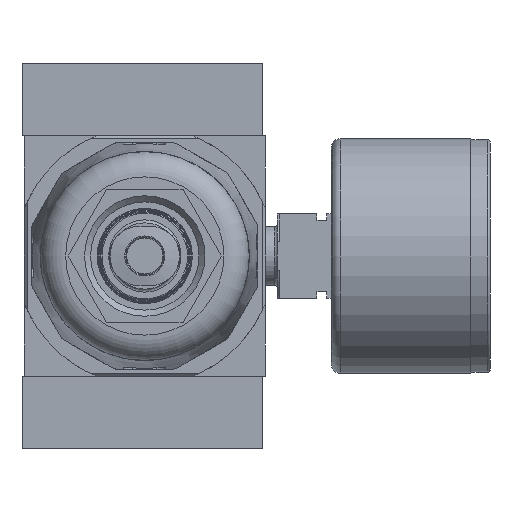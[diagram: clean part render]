
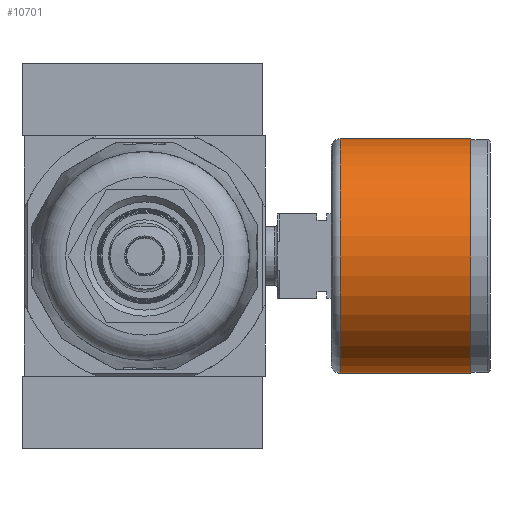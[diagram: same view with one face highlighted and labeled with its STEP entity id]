
A CAD part, front view. The second image highlights one B-rep face of the part: STEP entity #10701.
In plain terms, the highlighted cylindrical face has radius 19.5 mm (diameter 39 mm), a full revolution.
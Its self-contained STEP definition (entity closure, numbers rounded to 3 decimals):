
#227=CYLINDRICAL_SURFACE('',#11549,19.5);
#3328=ORIENTED_EDGE('',*,*,#4893,.F.);
#3329=ORIENTED_EDGE('',*,*,#4894,.T.);
#4893=EDGE_CURVE('',#5817,#5817,#6364,.T.);
#4894=EDGE_CURVE('',#5818,#5818,#6365,.T.);
#5817=VERTEX_POINT('',#16688);
#5818=VERTEX_POINT('',#16691);
#6364=CIRCLE('',#11548,19.5);
#6365=CIRCLE('',#11550,19.5);
#6922=EDGE_LOOP('',(#3328));
#6923=EDGE_LOOP('',(#3329));
#7640=FACE_BOUND('',#6922,.T.);
#7641=FACE_BOUND('',#6923,.T.);
#10701=ADVANCED_FACE('',(#7640,#7641),#227,.T.);
#11548=AXIS2_PLACEMENT_3D('',#16687,#13511,#13512);
#11549=AXIS2_PLACEMENT_3D('',#16689,#13513,#13514);
#11550=AXIS2_PLACEMENT_3D('',#16690,#13515,#13516);
#13511=DIRECTION('',(1.,0.,0.));
#13512=DIRECTION('',(0.,0.,-1.));
#13513=DIRECTION('',(1.,0.,0.));
#13514=DIRECTION('',(0.,0.,-1.));
#13515=DIRECTION('',(1.,0.,0.));
#13516=DIRECTION('',(0.,0.,-1.));
#16687=CARTESIAN_POINT('',(-3.2,0.,0.));
#16688=CARTESIAN_POINT('',(-3.2,0.,-19.5));
#16689=CARTESIAN_POINT('',(0.,0.,0.));
#16690=CARTESIAN_POINT('',(-24.85,0.,0.));
#16691=CARTESIAN_POINT('',(-24.85,0.,-19.5));
